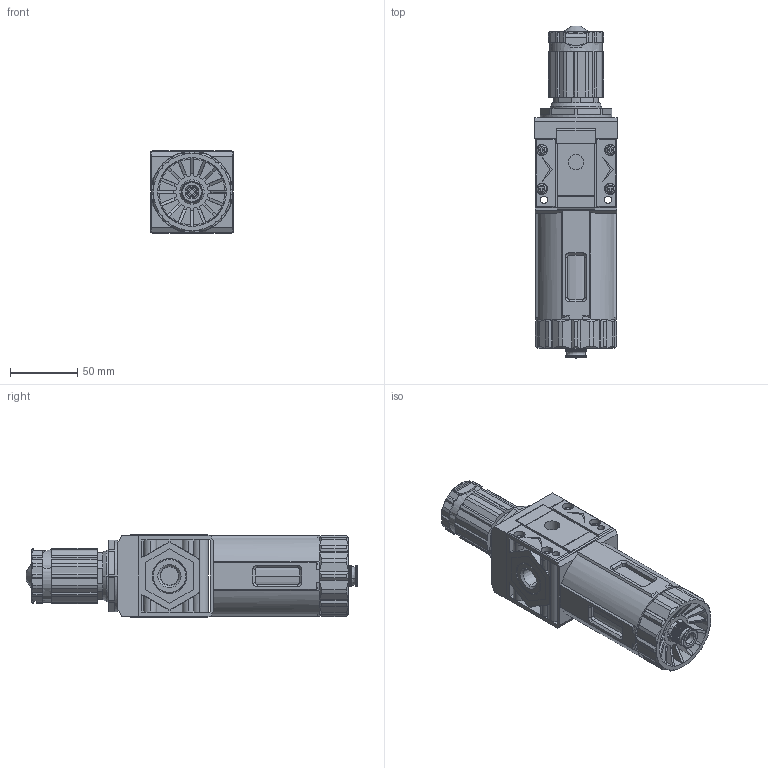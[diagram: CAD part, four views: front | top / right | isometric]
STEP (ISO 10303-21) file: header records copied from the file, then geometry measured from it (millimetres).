
FILE_DESCRIPTION (( 'STEP AP203' ), '1' );
FILE_NAME ('5U23B243.step', '2023-05-17T14:49:23', ( '' ), ( '' ), 'SwSTEP 2.0', 'SolidWorks 2021', '' );
FILE_SCHEMA (( 'CONFIG_CONTROL_DESIGN' ));
Length unit declared in the file: inch
Products named in the file (1): 5U23B243
Bounding box: 60.9 x 246.2 x 61 mm (x, y, z)
Volume: 463120.8 mm3; surface area: 137877.4 mm2
Topology: 15 solids, 15 shells, 1919 faces, 5244 edges, 3390 vertices
Faces by surface type: plane 1252, cylinder 455, cone 145, bspline 67
Entity records: 64947 total; most frequent: CARTESIAN_POINT 16199, ORIENTED_EDGE 10488, DIRECTION 9866, EDGE_CURVE 5244, VERTEX_POINT 3390, VECTOR 3382, LINE 3382, AXIS2_PLACEMENT_3D 3242
